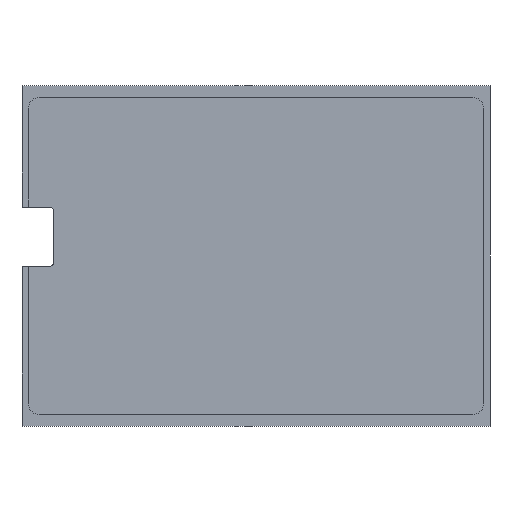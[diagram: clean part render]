
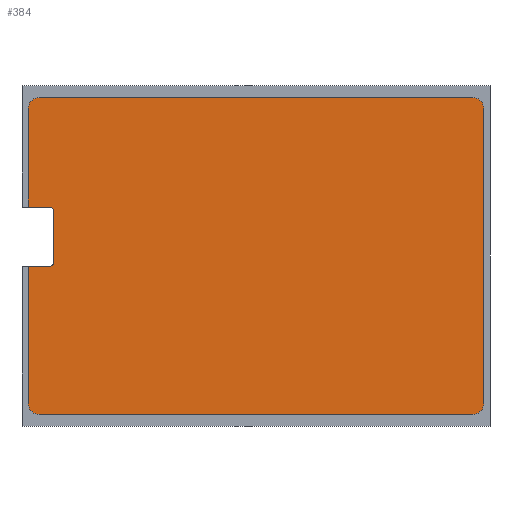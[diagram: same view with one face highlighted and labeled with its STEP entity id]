
A CAD part, front view. The second image highlights one B-rep face of the part: STEP entity #384.
In plain terms, the highlighted planar face has unit normal (0, -1, 0).
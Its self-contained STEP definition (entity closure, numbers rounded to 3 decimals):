
#2 = ORIENTED_EDGE ( 'NONE', *, *, #676, .T. ) ;
#4 = VERTEX_POINT ( 'NONE', #666 ) ;
#6 = CIRCLE ( 'NONE', #553, 5. ) ;
#10 = EDGE_CURVE ( 'NONE', #323, #4, #702, .T. ) ;
#18 = CARTESIAN_POINT ( 'NONE',  ( -97.4, 0., -5. ) ) ;
#24 = CIRCLE ( 'NONE', #59, 2.4 ) ;
#30 = DIRECTION ( 'NONE',  ( 0., 0., -1. ) ) ;
#33 = CIRCLE ( 'NONE', #478, 5. ) ;
#39 = DIRECTION ( 'NONE',  ( 0., 0., -1. ) ) ;
#43 = CARTESIAN_POINT ( 'NONE',  ( -95., 0., -5. ) ) ;
#45 = DIRECTION ( 'NONE',  ( 1., 0., 0. ) ) ;
#50 = DIRECTION ( 'NONE',  ( 0., 1., 0. ) ) ;
#53 = DIRECTION ( 'NONE',  ( 0., 0., -1. ) ) ;
#59 = AXIS2_PLACEMENT_3D ( 'NONE', #427, #50, #571 ) ;
#66 = LINE ( 'NONE', #240, #633 ) ;
#68 = ORIENTED_EDGE ( 'NONE', *, *, #246, .T. ) ;
#85 = VECTOR ( 'NONE', #527, 1000. ) ;
#113 = DIRECTION ( 'NONE',  ( 0., 0., 1. ) ) ;
#117 = ORIENTED_EDGE ( 'NONE', *, *, #272, .T. ) ;
#120 = CIRCLE ( 'NONE', #774, 2.4 ) ;
#123 = CARTESIAN_POINT ( 'NONE',  ( 102., 0., -69.5 ) ) ;
#124 = DIRECTION ( 'NONE',  ( 0., 1., 0. ) ) ;
#129 = VERTEX_POINT ( 'NONE', #195 ) ;
#130 = ORIENTED_EDGE ( 'NONE', *, *, #766, .T. ) ;
#131 = PLANE ( 'NONE',  #325 ) ;
#136 = AXIS2_PLACEMENT_3D ( 'NONE', #468, #341, #223 ) ;
#139 = VERTEX_POINT ( 'NONE', #18 ) ;
#144 = VERTEX_POINT ( 'NONE', #440 ) ;
#164 = LINE ( 'NONE', #355, #719 ) ;
#167 = VERTEX_POINT ( 'NONE', #651 ) ;
#168 = CARTESIAN_POINT ( 'NONE',  ( -95., 0., 20.6 ) ) ;
#172 = ORIENTED_EDGE ( 'NONE', *, *, #595, .T. ) ;
#186 = DIRECTION ( 'NONE',  ( 0., 0., -1. ) ) ;
#195 = CARTESIAN_POINT ( 'NONE',  ( -107., 0., 69.5 ) ) ;
#196 = VECTOR ( 'NONE', #45, 1000. ) ;
#208 = ORIENTED_EDGE ( 'NONE', *, *, #236, .T. ) ;
#216 = DIRECTION ( 'NONE',  ( 0., -1., 0. ) ) ;
#222 = VERTEX_POINT ( 'NONE', #591 ) ;
#223 = DIRECTION ( 'NONE',  ( 0., 0., -1. ) ) ;
#225 = DIRECTION ( 'NONE',  ( 0., 0., -1. ) ) ;
#231 = ORIENTED_EDGE ( 'NONE', *, *, #698, .F. ) ;
#236 = EDGE_CURVE ( 'NONE', #422, #323, #343, .T. ) ;
#240 = CARTESIAN_POINT ( 'NONE',  ( -107., 0., -74.5 ) ) ;
#246 = EDGE_CURVE ( 'NONE', #312, #129, #264, .T. ) ;
#250 = VERTEX_POINT ( 'NONE', #168 ) ;
#260 = EDGE_CURVE ( 'NONE', #222, #422, #33, .T. ) ;
#264 = CIRCLE ( 'NONE', #136, 5. ) ;
#272 = EDGE_CURVE ( 'NONE', #537, #222, #398, .T. ) ;
#291 = AXIS2_PLACEMENT_3D ( 'NONE', #123, #609, #186 ) ;
#300 = DIRECTION ( 'NONE',  ( -1., 0., 0. ) ) ;
#302 = VECTOR ( 'NONE', #113, 1000. ) ;
#312 = VERTEX_POINT ( 'NONE', #405 ) ;
#323 = VERTEX_POINT ( 'NONE', #558 ) ;
#325 = AXIS2_PLACEMENT_3D ( 'NONE', #426, #377, #610 ) ;
#341 = DIRECTION ( 'NONE',  ( 0., -1., 0. ) ) ;
#343 = LINE ( 'NONE', #644, #196 ) ;
#347 = DIRECTION ( 'NONE',  ( -1., 0., 0. ) ) ;
#354 = VERTEX_POINT ( 'NONE', #497 ) ;
#355 = CARTESIAN_POINT ( 'NONE',  ( -107., 0., 74.5 ) ) ;
#359 = CARTESIAN_POINT ( 'NONE',  ( -97.4, 0., 20.6 ) ) ;
#377 = DIRECTION ( 'NONE',  ( 0., -1., 0. ) ) ;
#382 = ORIENTED_EDGE ( 'NONE', *, *, #727, .T. ) ;
#384 = ADVANCED_FACE ( 'NONE', ( #716 ), #131, .T. ) ;
#389 = VECTOR ( 'NONE', #347, 1000. ) ;
#398 = LINE ( 'NONE', #456, #568 ) ;
#405 = CARTESIAN_POINT ( 'NONE',  ( -102., 0., 74.5 ) ) ;
#409 = ORIENTED_EDGE ( 'NONE', *, *, #260, .T. ) ;
#418 = EDGE_LOOP ( 'NONE', ( #489, #382, #2, #68, #675, #231, #486, #680, #130, #172, #117, #409, #208, #455 ) ) ;
#422 = VERTEX_POINT ( 'NONE', #621 ) ;
#425 = DIRECTION ( 'NONE',  ( 0., 0., -1. ) ) ;
#426 = CARTESIAN_POINT ( 'NONE',  ( 0., 0., 0. ) ) ;
#427 = CARTESIAN_POINT ( 'NONE',  ( -97.4, 0., -2.6 ) ) ;
#440 = CARTESIAN_POINT ( 'NONE',  ( 107., 0., 69.5 ) ) ;
#446 = CARTESIAN_POINT ( 'NONE',  ( -110., 0., -5. ) ) ;
#455 = ORIENTED_EDGE ( 'NONE', *, *, #10, .T. ) ;
#456 = CARTESIAN_POINT ( 'NONE',  ( -107., 0., -74.5 ) ) ;
#468 = CARTESIAN_POINT ( 'NONE',  ( -102., 0., 69.5 ) ) ;
#478 = AXIS2_PLACEMENT_3D ( 'NONE', #586, #216, #30 ) ;
#486 = ORIENTED_EDGE ( 'NONE', *, *, #736, .T. ) ;
#487 = CARTESIAN_POINT ( 'NONE',  ( 102., 0., 69.5 ) ) ;
#489 = ORIENTED_EDGE ( 'NONE', *, *, #662, .T. ) ;
#493 = DIRECTION ( 'NONE',  ( 0., 0., -1. ) ) ;
#497 = CARTESIAN_POINT ( 'NONE',  ( -95., 0., -2.6 ) ) ;
#512 = CARTESIAN_POINT ( 'NONE',  ( -107., 0., 23. ) ) ;
#525 = VERTEX_POINT ( 'NONE', #734 ) ;
#527 = DIRECTION ( 'NONE',  ( -1., 0., 0. ) ) ;
#531 = CARTESIAN_POINT ( 'NONE',  ( 0., 0., 23. ) ) ;
#532 = VERTEX_POINT ( 'NONE', #512 ) ;
#537 = VERTEX_POINT ( 'NONE', #570 ) ;
#553 = AXIS2_PLACEMENT_3D ( 'NONE', #487, #713, #425 ) ;
#558 = CARTESIAN_POINT ( 'NONE',  ( 102., 0., -74.5 ) ) ;
#568 = VECTOR ( 'NONE', #39, 1000. ) ;
#570 = CARTESIAN_POINT ( 'NONE',  ( -107., 0., -5. ) ) ;
#571 = DIRECTION ( 'NONE',  ( 0., 0., -1. ) ) ;
#586 = CARTESIAN_POINT ( 'NONE',  ( -102., 0., -69.5 ) ) ;
#590 = LINE ( 'NONE', #531, #389 ) ;
#591 = CARTESIAN_POINT ( 'NONE',  ( -107., 0., -69.5 ) ) ;
#592 = VECTOR ( 'NONE', #225, 1000. ) ;
#595 = EDGE_CURVE ( 'NONE', #139, #537, #752, .T. ) ;
#609 = DIRECTION ( 'NONE',  ( 0., -1., 0. ) ) ;
#610 = DIRECTION ( 'NONE',  ( 0., 0., -1. ) ) ;
#621 = CARTESIAN_POINT ( 'NONE',  ( -102., 0., -74.5 ) ) ;
#633 = VECTOR ( 'NONE', #53, 1000. ) ;
#644 = CARTESIAN_POINT ( 'NONE',  ( -107., 0., -74.5 ) ) ;
#650 = LINE ( 'NONE', #657, #302 ) ;
#651 = CARTESIAN_POINT ( 'NONE',  ( -97.4, 0., 23. ) ) ;
#655 = EDGE_CURVE ( 'NONE', #250, #354, #710, .T. ) ;
#657 = CARTESIAN_POINT ( 'NONE',  ( 107., 0., -74.5 ) ) ;
#662 = EDGE_CURVE ( 'NONE', #4, #144, #650, .T. ) ;
#666 = CARTESIAN_POINT ( 'NONE',  ( 107., 0., -69.5 ) ) ;
#675 = ORIENTED_EDGE ( 'NONE', *, *, #749, .T. ) ;
#676 = EDGE_CURVE ( 'NONE', #525, #312, #164, .T. ) ;
#680 = ORIENTED_EDGE ( 'NONE', *, *, #655, .T. ) ;
#698 = EDGE_CURVE ( 'NONE', #167, #532, #590, .T. ) ;
#702 = CIRCLE ( 'NONE', #291, 5. ) ;
#710 = LINE ( 'NONE', #43, #592 ) ;
#713 = DIRECTION ( 'NONE',  ( 0., -1., 0. ) ) ;
#716 = FACE_OUTER_BOUND ( 'NONE', #418, .T. ) ;
#719 = VECTOR ( 'NONE', #300, 1000. ) ;
#727 = EDGE_CURVE ( 'NONE', #144, #525, #6, .T. ) ;
#734 = CARTESIAN_POINT ( 'NONE',  ( 102., 0., 74.5 ) ) ;
#736 = EDGE_CURVE ( 'NONE', #167, #250, #120, .T. ) ;
#749 = EDGE_CURVE ( 'NONE', #129, #532, #66, .T. ) ;
#752 = LINE ( 'NONE', #446, #85 ) ;
#766 = EDGE_CURVE ( 'NONE', #354, #139, #24, .T. ) ;
#774 = AXIS2_PLACEMENT_3D ( 'NONE', #359, #124, #493 ) ;
